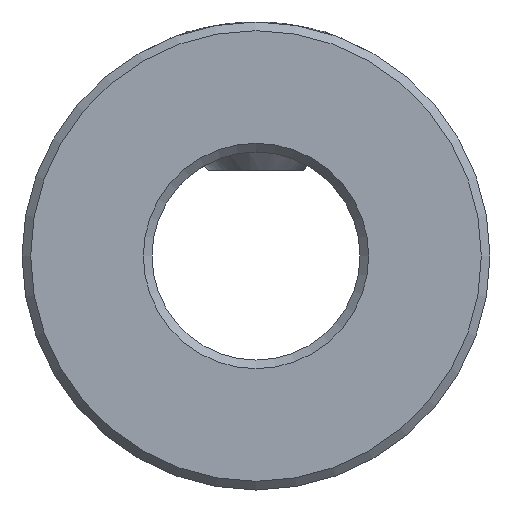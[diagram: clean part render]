
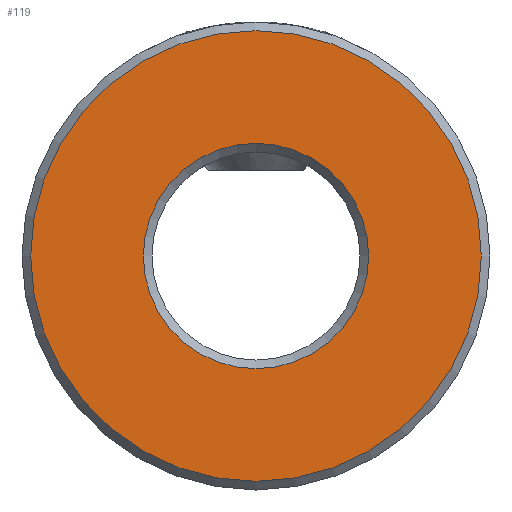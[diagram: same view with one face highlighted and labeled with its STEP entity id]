
A CAD part, front view. The second image highlights one B-rep face of the part: STEP entity #119.
In plain terms, the highlighted planar face has unit normal (0, -1, 0).
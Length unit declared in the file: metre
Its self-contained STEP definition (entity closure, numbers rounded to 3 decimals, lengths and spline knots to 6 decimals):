
#119 = ADVANCED_FACE( 'NONE', ( #255, #256 ), #257, .F. );
#255 = FACE_OUTER_BOUND( '', #447, .T. );
#256 = FACE_BOUND( '', #448, .T. );
#257 = PLANE( '', #449 );
#447 = EDGE_LOOP( '', ( #1315 ) );
#448 = EDGE_LOOP( '', ( #1316 ) );
#449 = AXIS2_PLACEMENT_3D( '', #1317, #1318, #1319 );
#1315 = ORIENTED_EDGE( '', *, *, #1804, .T. );
#1316 = ORIENTED_EDGE( '', *, *, #1805, .T. );
#1317 = CARTESIAN_POINT( '', ( 0., -0.004, 0. ) );
#1318 = DIRECTION( '', ( 0., 1., 0. ) );
#1319 = DIRECTION( '', ( 1., 0., 0. ) );
#1804 = EDGE_CURVE( 'NONE', #2020, #2020, #2021, .T. );
#1805 = EDGE_CURVE( 'NONE', #2022, #2022, #2023, .T. );
#2020 = VERTEX_POINT( '', #2374 );
#2021 = CIRCLE( '', #2375, 0.0065 );
#2022 = VERTEX_POINT( '', #2376 );
#2023 = CIRCLE( '', #2377, 0.00325 );
#2374 = CARTESIAN_POINT( '', ( 0., -0.004, 0.0065 ) );
#2375 = AXIS2_PLACEMENT_3D( '', #4085, #4086, #4087 );
#2376 = CARTESIAN_POINT( '', ( 0., -0.004, 0.00325 ) );
#2377 = AXIS2_PLACEMENT_3D( '', #4088, #4089, #4090 );
#4085 = CARTESIAN_POINT( '', ( 0., -0.004, 0. ) );
#4086 = DIRECTION( '', ( 0., -1., 0. ) );
#4087 = DIRECTION( '', ( 0., 0., 1. ) );
#4088 = CARTESIAN_POINT( '', ( 0., -0.004, 0. ) );
#4089 = DIRECTION( '', ( 0., 1., 0. ) );
#4090 = DIRECTION( '', ( 0., 0., 1. ) );
